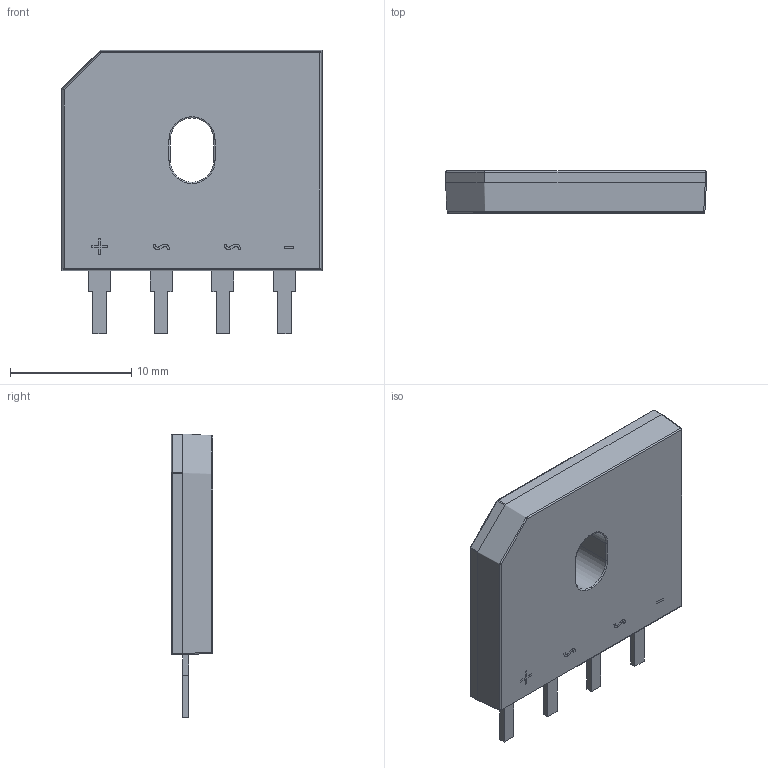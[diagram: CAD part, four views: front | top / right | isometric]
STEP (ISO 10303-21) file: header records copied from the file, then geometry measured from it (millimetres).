
FILE_DESCRIPTION (( 'STEP AP214' ), '1' );
FILE_NAME ('DIO-BG-TH_GBU.step', '2022-07-04T09:57:55', ( '' ), ( '' ), 'SwSTEP 2.0', 'SolidWorks 2020', '' );
FILE_SCHEMA (( 'AUTOMOTIVE_DESIGN' ));
Length unit declared in the file: millimetre
Products named in the file (1): DIO-BG-TH_GBU
Bounding box: 21.5 x 3.45 x 23.4 mm (x, y, z)
Volume: 1276.9 mm3; surface area: 1115.4 mm2
Topology: 1 solids, 1 shells, 357 faces, 960 edges, 618 vertices
Faces by surface type: plane 200, bspline 114, cylinder 27, sphere 10, torus 6
Entity records: 16099 total; most frequent: CARTESIAN_POINT 4031, ORIENTED_EDGE 1900, DIRECTION 1255, EDGE_CURVE 950, VECTOR 659, LINE 659, VERTEX_POINT 618, EDGE_LOOP 382
